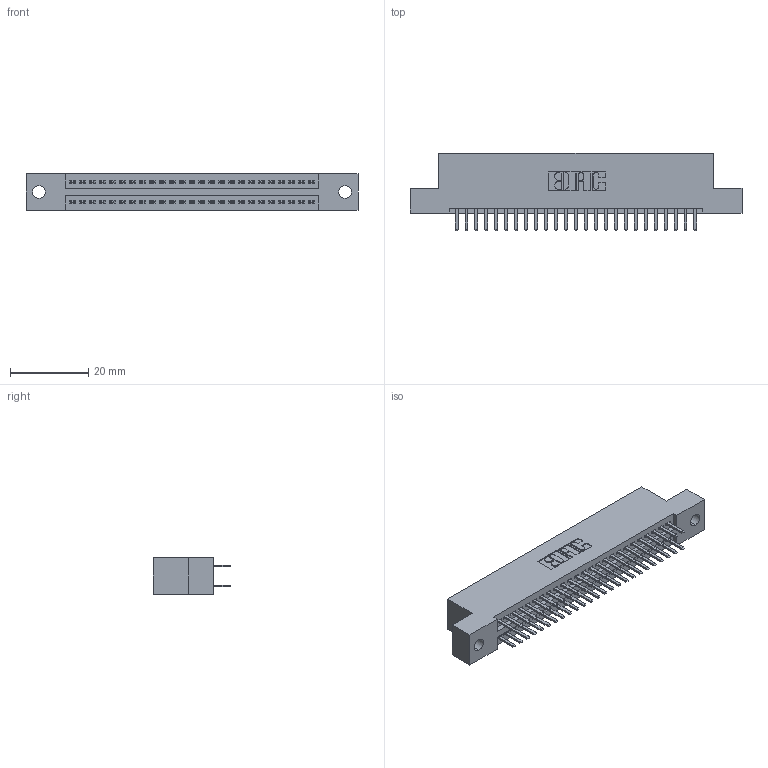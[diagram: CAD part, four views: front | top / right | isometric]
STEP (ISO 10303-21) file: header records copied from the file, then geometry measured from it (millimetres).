
FILE_DESCRIPTION (( 'STEP AP203' ), '1' );
FILE_NAME ('345-050-520-202.STEP', '2019-10-29T11:17:33', ( '' ), ( '' ), 'SwSTEP 2.0', 'SolidWorks 2016', '' );
FILE_SCHEMA (( 'CONFIG_CONTROL_DESIGN' ));
Length unit declared in the file: inch
Products named in the file (3): 345 Part_Flush Mounting Lugs - 0.128 Dia; 345-292-001_345-293-120; 345-050-520-202
Assembly tree (51 placements, depth 2):
  345-050-520-202
    345 Part_Flush Mounting Lugs - 0.128 Dia
    345-292-001_345-293-120  x50
Bounding box: 84.71 x 19.68 x 9.4 mm (x, y, z)
Volume: 8012.3 mm3; surface area: 11194.7 mm2
Topology: 51 solids, 51 shells, 2826 faces, 8191 edges, 5326 vertices
Faces by surface type: plane 1830, cylinder 996
Entity records: 22021 total; most frequent: CARTESIAN_POINT 3720, ORIENTED_EDGE 3642, DIRECTION 3289, EDGE_CURVE 1821, VECTOR 1585, LINE 1585, VERTEX_POINT 1210, AXIS2_PLACEMENT_3D 852
